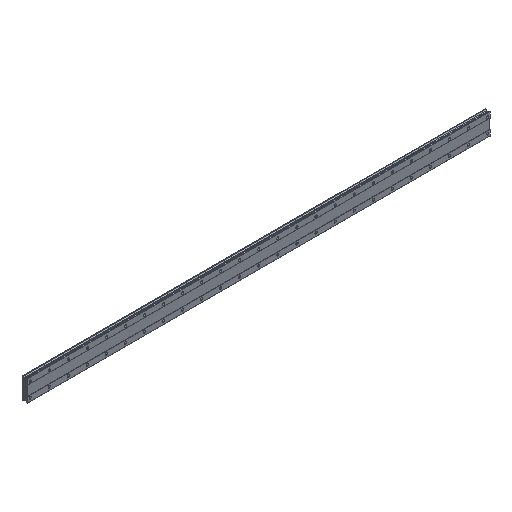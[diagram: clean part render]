
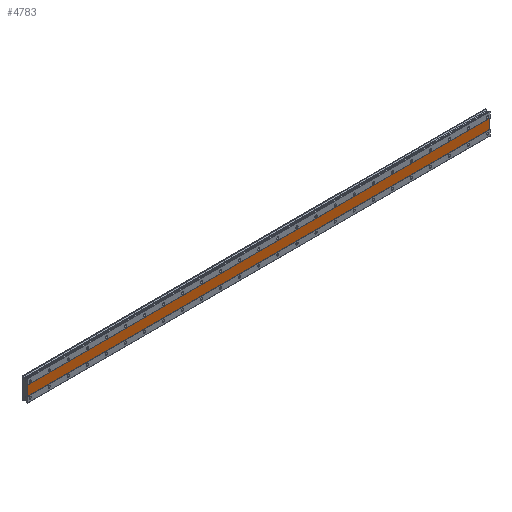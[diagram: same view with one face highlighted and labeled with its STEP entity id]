
A CAD part, isometric view. The second image highlights one B-rep face of the part: STEP entity #4783.
In plain terms, the highlighted planar face has unit normal (0, -1, 0).
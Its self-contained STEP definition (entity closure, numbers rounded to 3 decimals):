
#421 = DIRECTION ( 'NONE',  ( 0., 0., 1. ) ) ;
#433 = EDGE_CURVE ( 'NONE', #4120, #4028, #7112, .T. ) ;
#986 = CARTESIAN_POINT ( 'NONE',  ( 1930., 1., -20. ) ) ;
#1104 = AXIS2_PLACEMENT_3D ( 'NONE', #6572, #6617, #421 ) ;
#1229 = FACE_OUTER_BOUND ( 'NONE', #8541, .T. ) ;
#1277 = CARTESIAN_POINT ( 'NONE',  ( 1930., 1., 20. ) ) ;
#1722 = CARTESIAN_POINT ( 'NONE',  ( -10., 1., -20. ) ) ;
#2396 = ORIENTED_EDGE ( 'NONE', *, *, #4108, .F. ) ;
#3002 = EDGE_CURVE ( 'NONE', #3589, #5672, #4824, .T. ) ;
#3240 = VECTOR ( 'NONE', #8712, 1000. ) ;
#3429 = CARTESIAN_POINT ( 'NONE',  ( 1930., 1., -20. ) ) ;
#3525 = VECTOR ( 'NONE', #6261, 1000. ) ;
#3589 = VERTEX_POINT ( 'NONE', #5934 ) ;
#3717 = DIRECTION ( 'NONE',  ( -1., 0., 0. ) ) ;
#3757 = ORIENTED_EDGE ( 'NONE', *, *, #433, .F. ) ;
#3861 = VECTOR ( 'NONE', #6406, 1000. ) ;
#3910 = PLANE ( 'NONE',  #1104 ) ;
#4015 = ORIENTED_EDGE ( 'NONE', *, *, #6266, .F. ) ;
#4028 = VERTEX_POINT ( 'NONE', #1722 ) ;
#4044 = CARTESIAN_POINT ( 'NONE',  ( 1930., 1., 20. ) ) ;
#4108 = EDGE_CURVE ( 'NONE', #5672, #4120, #8792, .T. ) ;
#4120 = VERTEX_POINT ( 'NONE', #3429 ) ;
#4783 = ADVANCED_FACE ( 'NONE', ( #1229 ), #3910, .F. ) ;
#4824 = LINE ( 'NONE', #4044, #3525 ) ;
#5282 = VECTOR ( 'NONE', #3717, 1000. ) ;
#5322 = CARTESIAN_POINT ( 'NONE',  ( 1930., 1., 20. ) ) ;
#5593 = LINE ( 'NONE', #7006, #3861 ) ;
#5672 = VERTEX_POINT ( 'NONE', #5322 ) ;
#5934 = CARTESIAN_POINT ( 'NONE',  ( -10., 1., 20. ) ) ;
#6261 = DIRECTION ( 'NONE',  ( 1., 0., 0. ) ) ;
#6266 = EDGE_CURVE ( 'NONE', #4028, #3589, #5593, .T. ) ;
#6406 = DIRECTION ( 'NONE',  ( 0., 0., 1. ) ) ;
#6572 = CARTESIAN_POINT ( 'NONE',  ( 1930., 1., 20. ) ) ;
#6617 = DIRECTION ( 'NONE',  ( 0., 1., 0. ) ) ;
#7006 = CARTESIAN_POINT ( 'NONE',  ( -10., 1., 20. ) ) ;
#7018 = ORIENTED_EDGE ( 'NONE', *, *, #3002, .F. ) ;
#7112 = LINE ( 'NONE', #986, #5282 ) ;
#8541 = EDGE_LOOP ( 'NONE', ( #3757, #2396, #7018, #4015 ) ) ;
#8712 = DIRECTION ( 'NONE',  ( 0., 0., -1. ) ) ;
#8792 = LINE ( 'NONE', #1277, #3240 ) ;
